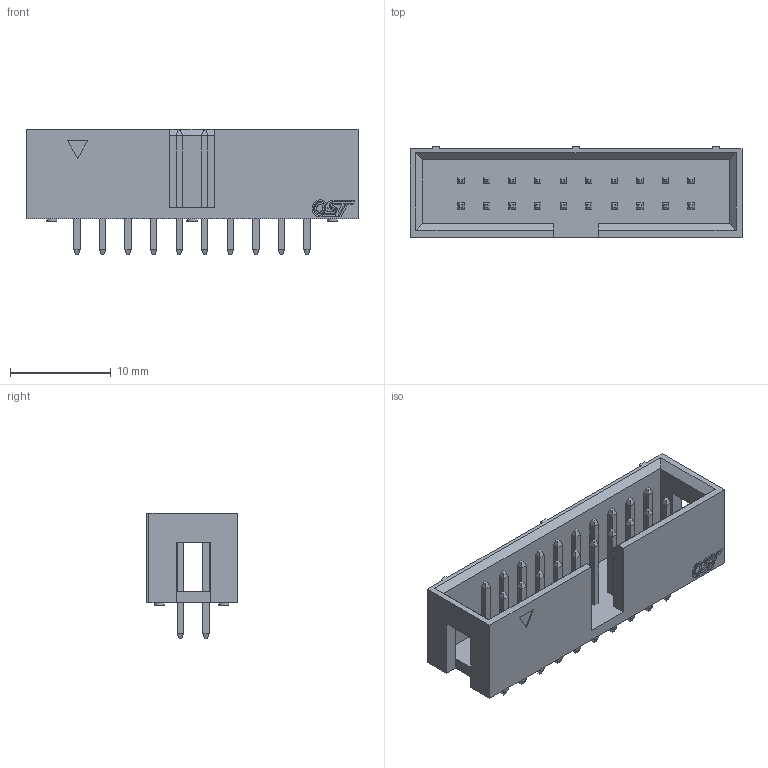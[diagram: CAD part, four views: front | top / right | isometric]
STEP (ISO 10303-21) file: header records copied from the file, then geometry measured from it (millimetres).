
FILE_DESCRIPTION(/* description */ (''),/* implementation_level */ '2;1');
FILE_NAME(/* name */ '302-S201.stp',/* time_stamp */ '2022-11-17T20:53:15-04:00',/* author */ ('rabri'),/* organization */ (''),/* preprocessor_version */ 'ST-DEVELOPER v18',/* originating_system */ 'Autodesk Inventor 2020',/* authorisation */ '');
FILE_SCHEMA (('AUTOMOTIVE_DESIGN { 1 0 10303 214 3 1 1 }'));
Length unit declared in the file: millimetre
Products named in the file (4): 302-S101; body; terminal; logo
Assembly tree (22 placements, depth 2):
  302-S101
    body
    terminal  x20
    logo
Bounding box: 33 x 9.05 x 12.45 mm (x, y, z)
Volume: 1061.9 mm3; surface area: 2436.1 mm2
Topology: 25 solids, 25 shells, 380 faces, 831 edges, 504 vertices
Faces by surface type: plane 362, cylinder 9, bspline 9
Full cylindrical faces by diameter (mm): 1 x6
Entity records: 4512 total; most frequent: CARTESIAN_POINT 1328, ORIENTED_EDGE 598, DIRECTION 591, EDGE_CURVE 299, LINE 249, VECTOR 249, VERTEX_POINT 200, AXIS2_PLACEMENT_3D 171
